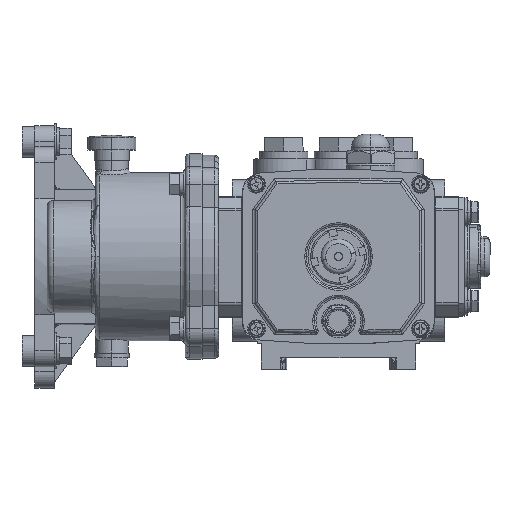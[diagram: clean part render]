
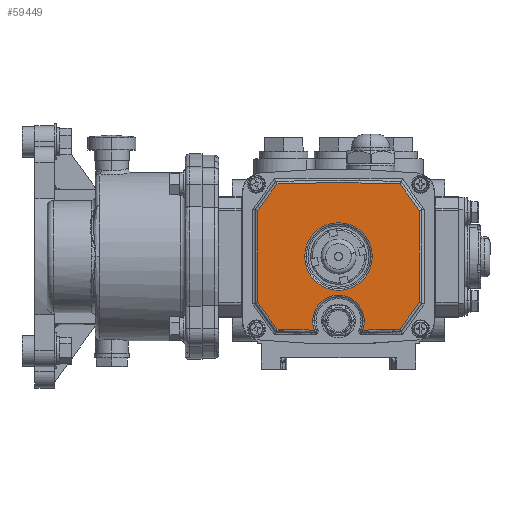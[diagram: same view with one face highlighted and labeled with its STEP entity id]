
A CAD part, top view. The second image highlights one B-rep face of the part: STEP entity #59449.
In plain terms, the highlighted planar face has unit normal (0, 0, 1).
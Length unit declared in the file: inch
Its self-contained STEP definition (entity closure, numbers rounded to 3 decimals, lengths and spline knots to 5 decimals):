
#1931 = LINE ( 'NONE', #19050, #116600 ) ;
#2200 = CARTESIAN_POINT ( 'NONE',  ( 0., 1.41732, 9.59646 ) ) ;
#3779 = DIRECTION ( 'NONE',  ( -1., 0., 0. ) ) ;
#3840 = ORIENTED_EDGE ( 'NONE', *, *, #131523, .T. ) ;
#8167 = DIRECTION ( 'NONE',  ( 0.583, 0.812, 0. ) ) ;
#10086 = AXIS2_PLACEMENT_3D ( 'NONE', #120837, #54354, #131973 ) ;
#10840 = CARTESIAN_POINT ( 'NONE',  ( 0., -0.15748, 9.59646 ) ) ;
#10979 = AXIS2_PLACEMENT_3D ( 'NONE', #102705, #36289, #113980 ) ;
#11014 = VECTOR ( 'NONE', #118800, 39.37008 ) ;
#12772 = DIRECTION ( 'NONE',  ( 0., 0., -1. ) ) ;
#12849 = EDGE_CURVE ( 'NONE', #127448, #133617, #95528, .T. ) ;
#13323 = DIRECTION ( 'NONE',  ( -1., 0., 0. ) ) ;
#15917 = ORIENTED_EDGE ( 'NONE', *, *, #30729, .T. ) ;
#16079 = CARTESIAN_POINT ( 'NONE',  ( -0.62992, -0.15748, 9.59646 ) ) ;
#17086 = VERTEX_POINT ( 'NONE', #105554 ) ;
#18109 = EDGE_CURVE ( 'NONE', #82734, #102876, #107512, .T. ) ;
#18184 = CIRCLE ( 'NONE', #37386, 57.16938 ) ;
#19050 = CARTESIAN_POINT ( 'NONE',  ( -1.97835, -53.94995, 9.59646 ) ) ;
#20095 = ORIENTED_EDGE ( 'NONE', *, *, #107711, .T. ) ;
#20631 = VERTEX_POINT ( 'NONE', #21986 ) ;
#21940 = DIRECTION ( 'NONE',  ( -1., 0., 0. ) ) ;
#21986 = CARTESIAN_POINT ( 'NONE',  ( -1.50457, -0.36497, 9.59646 ) ) ;
#26689 = ORIENTED_EDGE ( 'NONE', *, *, #12849, .T. ) ;
#27177 = AXIS2_PLACEMENT_3D ( 'NONE', #32839, #110508, #44026 ) ;
#29435 = ORIENTED_EDGE ( 'NONE', *, *, #101497, .T. ) ;
#30729 = EDGE_CURVE ( 'NONE', #66404, #17086, #44256, .T. ) ;
#30805 = CIRCLE ( 'NONE', #60300, 0.62992 ) ;
#32223 = ORIENTED_EDGE ( 'NONE', *, *, #32295, .T. ) ;
#32295 = EDGE_CURVE ( 'NONE', #140278, #71409, #1931, .T. ) ;
#32839 = CARTESIAN_POINT ( 'NONE',  ( 0., -53.94995, 9.59646 ) ) ;
#35311 = CARTESIAN_POINT ( 'NONE',  ( -0.58865, -0.38174, 9.59646 ) ) ;
#36289 = DIRECTION ( 'NONE',  ( 0., 0., 1. ) ) ;
#37386 = AXIS2_PLACEMENT_3D ( 'NONE', #136725, #70214, #3779 ) ;
#41463 = VERTEX_POINT ( 'NONE', #126863 ) ;
#43429 = LINE ( 'NONE', #125483, #128530 ) ;
#44026 = DIRECTION ( 'NONE',  ( -1., 0., 0. ) ) ;
#44256 = CIRCLE ( 'NONE', #68248, 0.62992 ) ;
#45752 = CIRCLE ( 'NONE', #51913, 0.62992 ) ;
#48763 = VECTOR ( 'NONE', #75019, 39.37008 ) ;
#49752 = EDGE_CURVE ( 'NONE', #96602, #66404, #45752, .T. ) ;
#50494 = ORIENTED_EDGE ( 'NONE', *, *, #49752, .T. ) ;
#50957 = ORIENTED_EDGE ( 'NONE', *, *, #66732, .T. ) ;
#51913 = AXIS2_PLACEMENT_3D ( 'NONE', #10840, #88452, #21940 ) ;
#52240 = LINE ( 'NONE', #108564, #48763 ) ;
#52383 = CARTESIAN_POINT ( 'NONE',  ( -24.39763, -36.4249, 9.59646 ) ) ;
#54354 = DIRECTION ( 'NONE',  ( 0., 0., 1. ) ) ;
#54454 = CARTESIAN_POINT ( 'NONE',  ( 0., -0.15748, 9.59646 ) ) ;
#59166 = DIRECTION ( 'NONE',  ( 0., 0., -1. ) ) ;
#59449 = ADVANCED_FACE ( 'NONE', ( #78073, #137228 ), #142998, .F. ) ;
#60300 = AXIS2_PLACEMENT_3D ( 'NONE', #79231, #12772, #90395 ) ;
#62607 = CARTESIAN_POINT ( 'NONE',  ( 1.50457, -0.36497, 9.59646 ) ) ;
#63940 = CARTESIAN_POINT ( 'NONE',  ( 1.97835, -53.94995, 9.59646 ) ) ;
#64050 = ORIENTED_EDGE ( 'NONE', *, *, #66558, .T. ) ;
#65602 = DIRECTION ( 'NONE',  ( -1., 0., 0. ) ) ;
#66404 = VERTEX_POINT ( 'NONE', #16079 ) ;
#66558 = EDGE_CURVE ( 'NONE', #117553, #82734, #122630, .T. ) ;
#66732 = EDGE_CURVE ( 'NONE', #130580, #41463, #98210, .T. ) ;
#68248 = AXIS2_PLACEMENT_3D ( 'NONE', #54454, #132058, #65602 ) ;
#70042 = EDGE_CURVE ( 'NONE', #71409, #20631, #43429, .T. ) ;
#70214 = DIRECTION ( 'NONE',  ( 0., 0., 1. ) ) ;
#71409 = VERTEX_POINT ( 'NONE', #117925 ) ;
#71493 = CARTESIAN_POINT ( 'NONE',  ( 0.58865, -0.38174, 9.59646 ) ) ;
#72123 = EDGE_LOOP ( 'NONE', ( #20095, #50494, #15917, #88104, #64050, #140046, #129859, #26689, #3840, #29435, #32223, #108651 ) ) ;
#73002 = CARTESIAN_POINT ( 'NONE',  ( 28.07159, -33.78585, 9.59646 ) ) ;
#75019 = DIRECTION ( 'NONE',  ( -0.583, -0.812, 0. ) ) ;
#78073 = FACE_BOUND ( 'NONE', #116112, .T. ) ;
#79231 = CARTESIAN_POINT ( 'NONE',  ( 0., -0.15748, 9.59646 ) ) ;
#79786 = DIRECTION ( 'NONE',  ( 0., 0., -1. ) ) ;
#82734 = VERTEX_POINT ( 'NONE', #62607 ) ;
#88104 = ORIENTED_EDGE ( 'NONE', *, *, #92697, .T. ) ;
#88452 = DIRECTION ( 'NONE',  ( 0., 0., -1. ) ) ;
#90036 = AXIS2_PLACEMENT_3D ( 'NONE', #2200, #79786, #13323 ) ;
#90395 = DIRECTION ( 'NONE',  ( -1., 0., 0. ) ) ;
#91914 = AXIS2_PLACEMENT_3D ( 'NONE', #125638, #59166, #136758 ) ;
#92645 = CARTESIAN_POINT ( 'NONE',  ( -1.97835, 2.54004, 9.59646 ) ) ;
#92697 = EDGE_CURVE ( 'NONE', #17086, #117553, #30805, .T. ) ;
#95353 = DIRECTION ( 'NONE',  ( -0.583, 0.812, 0. ) ) ;
#95441 = CARTESIAN_POINT ( 'NONE',  ( 1.97835, 0.2946, 9.59646 ) ) ;
#95528 = LINE ( 'NONE', #73002, #125108 ) ;
#96105 = LINE ( 'NONE', #63940, #11014 ) ;
#96602 = VERTEX_POINT ( 'NONE', #35311 ) ;
#98210 = CIRCLE ( 'NONE', #91914, 0.82677 ) ;
#101497 = EDGE_CURVE ( 'NONE', #129356, #140278, #52240, .T. ) ;
#102705 = CARTESIAN_POINT ( 'NONE',  ( 0., -53.94995, 9.59646 ) ) ;
#102876 = VERTEX_POINT ( 'NONE', #95441 ) ;
#104710 = CARTESIAN_POINT ( 'NONE',  ( -1.50457, 3.19962, 9.59646 ) ) ;
#105554 = CARTESIAN_POINT ( 'NONE',  ( 0.62992, -0.15748, 9.59646 ) ) ;
#105654 = CIRCLE ( 'NONE', #10979, 57.16938 ) ;
#107512 = LINE ( 'NONE', #52383, #133484 ) ;
#107711 = EDGE_CURVE ( 'NONE', #20631, #96602, #18184, .T. ) ;
#108564 = CARTESIAN_POINT ( 'NONE',  ( -28.07159, -33.78585, 9.59646 ) ) ;
#108651 = ORIENTED_EDGE ( 'NONE', *, *, #70042, .T. ) ;
#110413 = CARTESIAN_POINT ( 'NONE',  ( 1.50457, 3.19962, 9.59646 ) ) ;
#110508 = DIRECTION ( 'NONE',  ( 0., 0., -1. ) ) ;
#111144 = CARTESIAN_POINT ( 'NONE',  ( 1.97835, 2.54004, 9.59646 ) ) ;
#113980 = DIRECTION ( 'NONE',  ( -1., 0., 0. ) ) ;
#116112 = EDGE_LOOP ( 'NONE', ( #50957, #122749 ) ) ;
#116600 = VECTOR ( 'NONE', #141858, 39.37008 ) ;
#117553 = VERTEX_POINT ( 'NONE', #71493 ) ;
#117925 = CARTESIAN_POINT ( 'NONE',  ( -1.97835, 0.2946, 9.59646 ) ) ;
#118800 = DIRECTION ( 'NONE',  ( 0., 1., 0. ) ) ;
#118862 = EDGE_CURVE ( 'NONE', #41463, #130580, #125805, .T. ) ;
#120837 = CARTESIAN_POINT ( 'NONE',  ( 0., 56.7846, 9.59646 ) ) ;
#122630 = CIRCLE ( 'NONE', #10086, 57.16938 ) ;
#122749 = ORIENTED_EDGE ( 'NONE', *, *, #118862, .T. ) ;
#124606 = EDGE_CURVE ( 'NONE', #102876, #127448, #96105, .T. ) ;
#125108 = VECTOR ( 'NONE', #95353, 39.37008 ) ;
#125483 = CARTESIAN_POINT ( 'NONE',  ( 24.39763, -36.4249, 9.59646 ) ) ;
#125638 = CARTESIAN_POINT ( 'NONE',  ( 0., 1.41732, 9.59646 ) ) ;
#125805 = CIRCLE ( 'NONE', #90036, 0.82677 ) ;
#126863 = CARTESIAN_POINT ( 'NONE',  ( 0.82677, 1.41732, 9.59646 ) ) ;
#127448 = VERTEX_POINT ( 'NONE', #111144 ) ;
#128530 = VECTOR ( 'NONE', #136126, 39.37008 ) ;
#129356 = VERTEX_POINT ( 'NONE', #104710 ) ;
#129859 = ORIENTED_EDGE ( 'NONE', *, *, #124606, .T. ) ;
#130580 = VERTEX_POINT ( 'NONE', #134650 ) ;
#131523 = EDGE_CURVE ( 'NONE', #133617, #129356, #105654, .T. ) ;
#131973 = DIRECTION ( 'NONE',  ( -1., 0., 0. ) ) ;
#132058 = DIRECTION ( 'NONE',  ( 0., 0., -1. ) ) ;
#133484 = VECTOR ( 'NONE', #8167, 39.37008 ) ;
#133617 = VERTEX_POINT ( 'NONE', #110413 ) ;
#134650 = CARTESIAN_POINT ( 'NONE',  ( -0.82677, 1.41732, 9.59646 ) ) ;
#136126 = DIRECTION ( 'NONE',  ( 0.583, -0.812, 0. ) ) ;
#136725 = CARTESIAN_POINT ( 'NONE',  ( 0., 56.7846, 9.59646 ) ) ;
#136758 = DIRECTION ( 'NONE',  ( -1., 0., 0. ) ) ;
#137228 = FACE_OUTER_BOUND ( 'NONE', #72123, .T. ) ;
#140046 = ORIENTED_EDGE ( 'NONE', *, *, #18109, .T. ) ;
#140278 = VERTEX_POINT ( 'NONE', #92645 ) ;
#141858 = DIRECTION ( 'NONE',  ( 0., -1., 0. ) ) ;
#142998 = PLANE ( 'NONE',  #27177 ) ;
